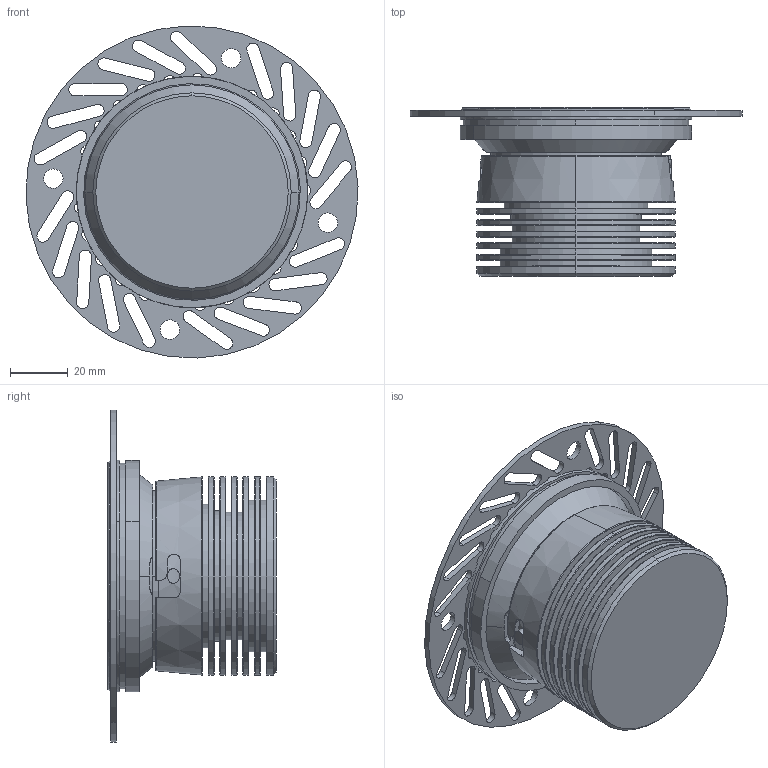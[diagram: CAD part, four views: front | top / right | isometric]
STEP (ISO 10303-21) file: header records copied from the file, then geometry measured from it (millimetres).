
FILE_DESCRIPTION (( 'STEP AP214' ), '1' );
FILE_NAME ('DOT_hide.STEP', '2022-08-12T09:12:29', ( '' ), ( '' ), 'SwSTEP 2.0', 'SolidWorks 2018', '' );
FILE_SCHEMA (( 'AUTOMOTIVE_DESIGN' ));
Length unit declared in the file: millimetre
Products named in the file (1): DOT_hide
Bounding box: 114.69 x 58.28 x 114.69 mm (x, y, z)
Volume: 132326.4 mm3; surface area: 72139.2 mm2
Topology: 3 solids, 4 shells, 433 faces, 1173 edges, 748 vertices
Faces by surface type: cylinder 186, plane 112, bspline 81, torus 36, cone 18
Entity records: 40531 total; most frequent: CARTESIAN_POINT 25045, ORIENTED_EDGE 2346, DIRECTION 2123, EDGE_CURVE 1173, AXIS2_PLACEMENT_3D 843, VERTEX_POINT 748, EDGE_LOOP 531, CIRCLE 490
